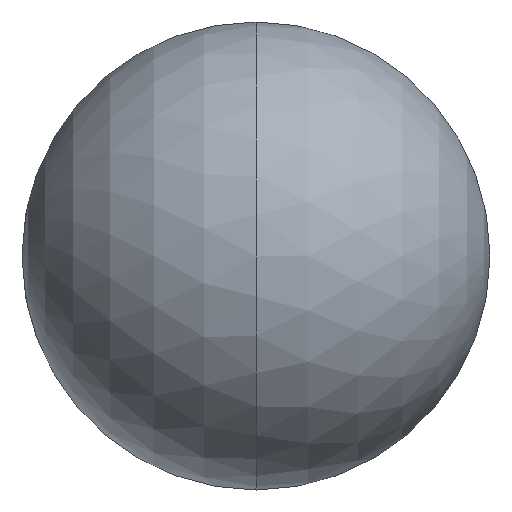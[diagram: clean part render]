
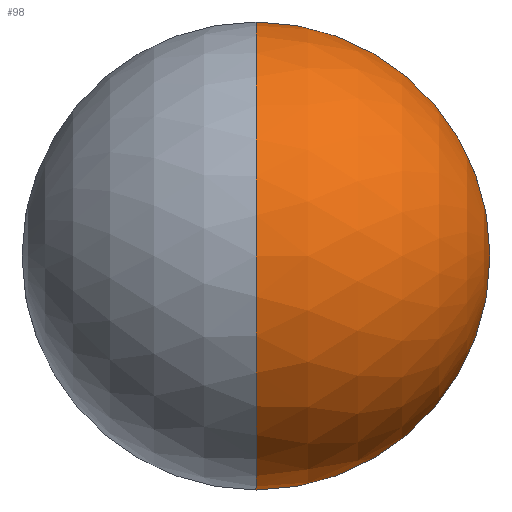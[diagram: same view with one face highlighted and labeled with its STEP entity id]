
A CAD part, left-side view. The second image highlights one B-rep face of the part: STEP entity #98.
In plain terms, the highlighted spherical face has radius 22.5 mm.
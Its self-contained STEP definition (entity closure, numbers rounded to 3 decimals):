
#17 = CARTESIAN_POINT ( 'NONE',  ( -74.7, 0., 0. ) ) ;
#31 = SPHERICAL_SURFACE ( 'NONE', #124, 22.5 ) ;
#33 = DIRECTION ( 'NONE',  ( 0., -1., 0. ) ) ;
#38 = VERTEX_POINT ( 'NONE', #181 ) ;
#42 = AXIS2_PLACEMENT_3D ( 'NONE', #160, #133, #46 ) ;
#46 = DIRECTION ( 'NONE',  ( 0., 0., 1. ) ) ;
#53 = ORIENTED_EDGE ( 'NONE', *, *, #69, .T. ) ;
#55 = ORIENTED_EDGE ( 'NONE', *, *, #136, .T. ) ;
#61 = DIRECTION ( 'NONE',  ( 0., 0., 1. ) ) ;
#69 = EDGE_CURVE ( 'NONE', #140, #38, #159, .T. ) ;
#70 = AXIS2_PLACEMENT_3D ( 'NONE', #149, #134, #61 ) ;
#71 = DIRECTION ( 'NONE',  ( 0., 0., -1. ) ) ;
#76 = CIRCLE ( 'NONE', #70, 22.5 ) ;
#77 = CARTESIAN_POINT ( 'NONE',  ( -97.2, 0., 0. ) ) ;
#89 = DIRECTION ( 'NONE',  ( 0., -1., 0. ) ) ;
#98 = ADVANCED_FACE ( 'NONE', ( #99 ), #31, .T. ) ;
#99 = FACE_OUTER_BOUND ( 'NONE', #138, .T. ) ;
#107 = CIRCLE ( 'NONE', #171, 22.5 ) ;
#124 = AXIS2_PLACEMENT_3D ( 'NONE', #147, #89, #148 ) ;
#133 = DIRECTION ( 'NONE',  ( -1., 0., 0. ) ) ;
#134 = DIRECTION ( 'NONE',  ( 0., 1., 0. ) ) ;
#136 = EDGE_CURVE ( 'NONE', #38, #169, #107, .T. ) ;
#138 = EDGE_LOOP ( 'NONE', ( #53, #55, #187 ) ) ;
#140 = VERTEX_POINT ( 'NONE', #177 ) ;
#147 = CARTESIAN_POINT ( 'NONE',  ( -74.7, 0., 0. ) ) ;
#148 = DIRECTION ( 'NONE',  ( 0., 0., -1. ) ) ;
#149 = CARTESIAN_POINT ( 'NONE',  ( -74.7, 0., 0. ) ) ;
#159 = CIRCLE ( 'NONE', #42, 22.5 ) ;
#160 = CARTESIAN_POINT ( 'NONE',  ( -74.7, 0., 0. ) ) ;
#169 = VERTEX_POINT ( 'NONE', #77 ) ;
#171 = AXIS2_PLACEMENT_3D ( 'NONE', #17, #33, #71 ) ;
#177 = CARTESIAN_POINT ( 'NONE',  ( -74.7, 0., -22.5 ) ) ;
#179 = EDGE_CURVE ( 'NONE', #140, #169, #76, .T. ) ;
#181 = CARTESIAN_POINT ( 'NONE',  ( -74.7, 0., 22.5 ) ) ;
#187 = ORIENTED_EDGE ( 'NONE', *, *, #179, .F. ) ;
